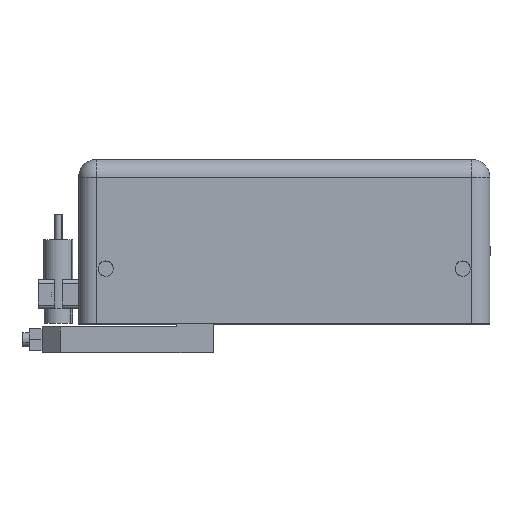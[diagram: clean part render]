
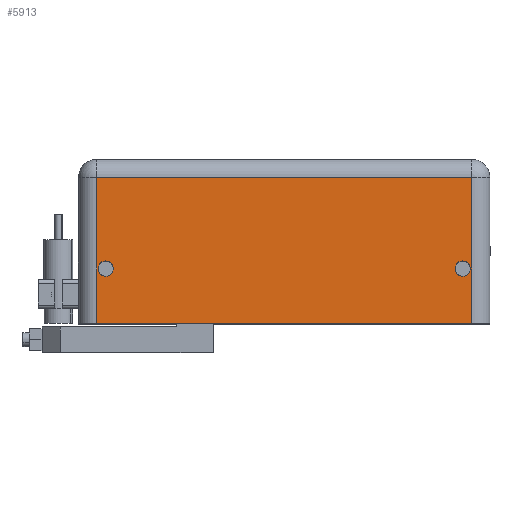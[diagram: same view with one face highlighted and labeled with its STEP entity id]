
A CAD part, top view. The second image highlights one B-rep face of the part: STEP entity #5913.
In plain terms, the highlighted planar face has unit normal (0, 0, 1).
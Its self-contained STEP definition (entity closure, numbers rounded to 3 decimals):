
#58 = CARTESIAN_POINT ( 'NONE',  ( 88.11, 102., 117.5 ) ) ;
#175 = DIRECTION ( 'NONE',  ( -1., 0., 0. ) ) ;
#514 = FACE_BOUND ( 'NONE', #9632, .T. ) ;
#1268 = CARTESIAN_POINT ( 'NONE',  ( -12.39, 127., 117.5 ) ) ;
#1274 = FACE_BOUND ( 'NONE', #12165, .T. ) ;
#1373 = DIRECTION ( 'NONE',  ( 0., 0., 1. ) ) ;
#1426 = DIRECTION ( 'NONE',  ( 0., -1., 0. ) ) ;
#1455 = AXIS2_PLACEMENT_3D ( 'NONE', #13893, #16166, #1426 ) ;
#2577 = EDGE_CURVE ( 'NONE', #14465, #6848, #27298, .T. ) ;
#2987 = CIRCLE ( 'NONE', #28129, 2.1 ) ;
#3893 = DIRECTION ( 'NONE',  ( 0., -1., 0. ) ) ;
#5913 = ADVANCED_FACE ( 'NONE', ( #1274, #514, #20966 ), #30962, .F. ) ;
#6848 = VERTEX_POINT ( 'NONE', #8601 ) ;
#7677 = CARTESIAN_POINT ( 'NONE',  ( 60.22, 87., 117.5 ) ) ;
#8056 = ORIENTED_EDGE ( 'NONE', *, *, #2577, .F. ) ;
#8601 = CARTESIAN_POINT ( 'NONE',  ( -12.39, 87., 117.5 ) ) ;
#8932 = DIRECTION ( 'NONE',  ( 0., 0., 1. ) ) ;
#8982 = VERTEX_POINT ( 'NONE', #1268 ) ;
#8997 = EDGE_CURVE ( 'NONE', #31754, #25165, #15799, .T. ) ;
#9632 = EDGE_LOOP ( 'NONE', ( #23543, #20676 ) ) ;
#10224 = ORIENTED_EDGE ( 'NONE', *, *, #26817, .T. ) ;
#10599 = CARTESIAN_POINT ( 'NONE',  ( 90.61, 127., 117.5 ) ) ;
#11590 = EDGE_CURVE ( 'NONE', #8982, #6848, #16903, .T. ) ;
#12165 = EDGE_LOOP ( 'NONE', ( #28399, #20337 ) ) ;
#12299 = CARTESIAN_POINT ( 'NONE',  ( 86.01, 102., 117.5 ) ) ;
#12422 = DIRECTION ( 'NONE',  ( 0., 0., 1. ) ) ;
#12632 = EDGE_CURVE ( 'NONE', #16055, #8982, #28828, .T. ) ;
#13843 = DIRECTION ( 'NONE',  ( 1., 0., 0. ) ) ;
#13893 = CARTESIAN_POINT ( 'NONE',  ( 70.61, 126.5, 117.5 ) ) ;
#14053 = CARTESIAN_POINT ( 'NONE',  ( 70.61, 127., 117.5 ) ) ;
#14103 = CIRCLE ( 'NONE', #27572, 2.1 ) ;
#14465 = VERTEX_POINT ( 'NONE', #29147 ) ;
#14950 = ORIENTED_EDGE ( 'NONE', *, *, #11590, .T. ) ;
#15395 = AXIS2_PLACEMENT_3D ( 'NONE', #58, #12422, #29925 ) ;
#15799 = CIRCLE ( 'NONE', #22683, 2.1 ) ;
#16055 = VERTEX_POINT ( 'NONE', #10599 ) ;
#16166 = DIRECTION ( 'NONE',  ( 0., 0., -1. ) ) ;
#16444 = VECTOR ( 'NONE', #17451, 1000. ) ;
#16903 = LINE ( 'NONE', #30860, #18458 ) ;
#17451 = DIRECTION ( 'NONE',  ( -1., 0., 0. ) ) ;
#18458 = VECTOR ( 'NONE', #3893, 1000. ) ;
#18528 = CARTESIAN_POINT ( 'NONE',  ( -9.89, 102., 117.5 ) ) ;
#19009 = VERTEX_POINT ( 'NONE', #12299 ) ;
#19771 = EDGE_CURVE ( 'NONE', #25165, #31754, #14103, .T. ) ;
#20239 = CIRCLE ( 'NONE', #15395, 2.1 ) ;
#20337 = ORIENTED_EDGE ( 'NONE', *, *, #19771, .F. ) ;
#20639 = ORIENTED_EDGE ( 'NONE', *, *, #12632, .T. ) ;
#20676 = ORIENTED_EDGE ( 'NONE', *, *, #28228, .F. ) ;
#20966 = FACE_OUTER_BOUND ( 'NONE', #27651, .T. ) ;
#21120 = DIRECTION ( 'NONE',  ( 1., 0., 0. ) ) ;
#21345 = CARTESIAN_POINT ( 'NONE',  ( 88.11, 102., 117.5 ) ) ;
#22683 = AXIS2_PLACEMENT_3D ( 'NONE', #25973, #1373, #13843 ) ;
#22823 = EDGE_CURVE ( 'NONE', #24139, #19009, #20239, .T. ) ;
#23543 = ORIENTED_EDGE ( 'NONE', *, *, #22823, .F. ) ;
#23595 = DIRECTION ( 'NONE',  ( 0., 0., 1. ) ) ;
#23856 = VECTOR ( 'NONE', #28469, 1000. ) ;
#24139 = VERTEX_POINT ( 'NONE', #24894 ) ;
#24894 = CARTESIAN_POINT ( 'NONE',  ( 90.21, 102., 117.5 ) ) ;
#25165 = VERTEX_POINT ( 'NONE', #28654 ) ;
#25973 = CARTESIAN_POINT ( 'NONE',  ( -9.89, 102., 117.5 ) ) ;
#26201 = DIRECTION ( 'NONE',  ( 1., 0., 0. ) ) ;
#26541 = CARTESIAN_POINT ( 'NONE',  ( -7.79, 102., 117.5 ) ) ;
#26817 = EDGE_CURVE ( 'NONE', #14465, #16055, #28874, .T. ) ;
#26937 = VECTOR ( 'NONE', #175, 1000. ) ;
#27298 = LINE ( 'NONE', #7677, #16444 ) ;
#27572 = AXIS2_PLACEMENT_3D ( 'NONE', #18528, #8932, #21120 ) ;
#27651 = EDGE_LOOP ( 'NONE', ( #10224, #20639, #14950, #8056 ) ) ;
#28129 = AXIS2_PLACEMENT_3D ( 'NONE', #21345, #23595, #26201 ) ;
#28228 = EDGE_CURVE ( 'NONE', #19009, #24139, #2987, .T. ) ;
#28256 = CARTESIAN_POINT ( 'NONE',  ( 90.61, 132., 117.5 ) ) ;
#28399 = ORIENTED_EDGE ( 'NONE', *, *, #8997, .F. ) ;
#28469 = DIRECTION ( 'NONE',  ( 0., 1., 0. ) ) ;
#28654 = CARTESIAN_POINT ( 'NONE',  ( -11.99, 102., 117.5 ) ) ;
#28828 = LINE ( 'NONE', #14053, #26937 ) ;
#28874 = LINE ( 'NONE', #28256, #23856 ) ;
#29147 = CARTESIAN_POINT ( 'NONE',  ( 90.61, 87., 117.5 ) ) ;
#29925 = DIRECTION ( 'NONE',  ( 1., 0., 0. ) ) ;
#30860 = CARTESIAN_POINT ( 'NONE',  ( -12.39, 126.5, 117.5 ) ) ;
#30962 = PLANE ( 'NONE',  #1455 ) ;
#31754 = VERTEX_POINT ( 'NONE', #26541 ) ;
